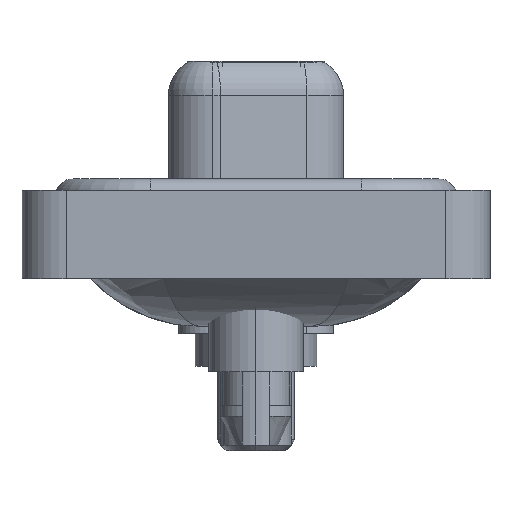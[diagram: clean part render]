
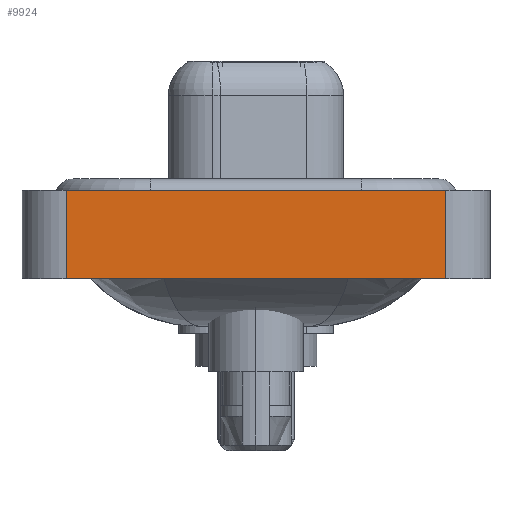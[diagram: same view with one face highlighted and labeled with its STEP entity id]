
A CAD part, left-side view. The second image highlights one B-rep face of the part: STEP entity #9924.
In plain terms, the highlighted planar face has unit normal (-1, 0, 0).
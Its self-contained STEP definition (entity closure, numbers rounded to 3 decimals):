
#87 = VECTOR ( 'NONE', #1235, 1000. ) ;
#1235 = DIRECTION ( 'NONE',  ( 0., 0., 1. ) ) ;
#2176 = CARTESIAN_POINT ( 'NONE',  ( -7.35, -8.55, -3.6 ) ) ;
#3361 = EDGE_LOOP ( 'NONE', ( #18611, #4368, #11475, #15192 ) ) ;
#3404 = CARTESIAN_POINT ( 'NONE',  ( -7.35, -8.55, -3.6 ) ) ;
#3472 = CARTESIAN_POINT ( 'NONE',  ( -7.35, 8.55, -3.6 ) ) ;
#3643 = VECTOR ( 'NONE', #6312, 1000. ) ;
#4368 = ORIENTED_EDGE ( 'NONE', *, *, #10642, .F. ) ;
#4567 = VERTEX_POINT ( 'NONE', #12785 ) ;
#4933 = DIRECTION ( 'NONE',  ( 0., 0., 1. ) ) ;
#5576 = DIRECTION ( 'NONE',  ( -1., 0., 0. ) ) ;
#5791 = DIRECTION ( 'NONE',  ( 0., 0., 1. ) ) ;
#6312 = DIRECTION ( 'NONE',  ( 0., -1., 0. ) ) ;
#6687 = DIRECTION ( 'NONE',  ( 0., -1., 0. ) ) ;
#7432 = PLANE ( 'NONE',  #17210 ) ;
#7571 = LINE ( 'NONE', #21014, #87 ) ;
#7952 = LINE ( 'NONE', #14300, #3643 ) ;
#8110 = CARTESIAN_POINT ( 'NONE',  ( -7.35, -8.55, -3.6 ) ) ;
#9701 = EDGE_CURVE ( 'NONE', #12472, #4567, #18022, .T. ) ;
#9790 = EDGE_CURVE ( 'NONE', #20859, #12472, #13478, .T. ) ;
#9924 = ADVANCED_FACE ( 'NONE', ( #20542 ), #7432, .T. ) ;
#10642 = EDGE_CURVE ( 'NONE', #15114, #4567, #7952, .T. ) ;
#11439 = CARTESIAN_POINT ( 'NONE',  ( -7.35, 8.55, 0.4 ) ) ;
#11475 = ORIENTED_EDGE ( 'NONE', *, *, #19366, .F. ) ;
#12472 = VERTEX_POINT ( 'NONE', #19753 ) ;
#12785 = CARTESIAN_POINT ( 'NONE',  ( -7.35, -8.55, 0.4 ) ) ;
#13478 = LINE ( 'NONE', #3404, #17901 ) ;
#14300 = CARTESIAN_POINT ( 'NONE',  ( -7.35, -8.55, 0.4 ) ) ;
#15114 = VERTEX_POINT ( 'NONE', #11439 ) ;
#15192 = ORIENTED_EDGE ( 'NONE', *, *, #9790, .T. ) ;
#16516 = VECTOR ( 'NONE', #4933, 1000. ) ;
#17210 = AXIS2_PLACEMENT_3D ( 'NONE', #2176, #5576, #5791 ) ;
#17901 = VECTOR ( 'NONE', #6687, 1000. ) ;
#18022 = LINE ( 'NONE', #8110, #16516 ) ;
#18611 = ORIENTED_EDGE ( 'NONE', *, *, #9701, .T. ) ;
#19366 = EDGE_CURVE ( 'NONE', #20859, #15114, #7571, .T. ) ;
#19753 = CARTESIAN_POINT ( 'NONE',  ( -7.35, -8.55, -3.6 ) ) ;
#20542 = FACE_OUTER_BOUND ( 'NONE', #3361, .T. ) ;
#20859 = VERTEX_POINT ( 'NONE', #3472 ) ;
#21014 = CARTESIAN_POINT ( 'NONE',  ( -7.35, 8.55, -3.6 ) ) ;
